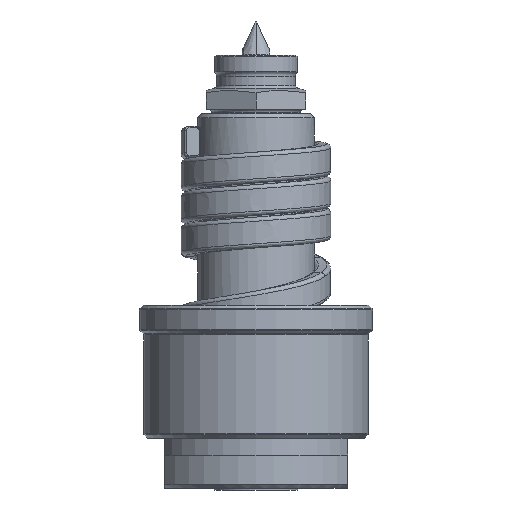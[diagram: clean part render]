
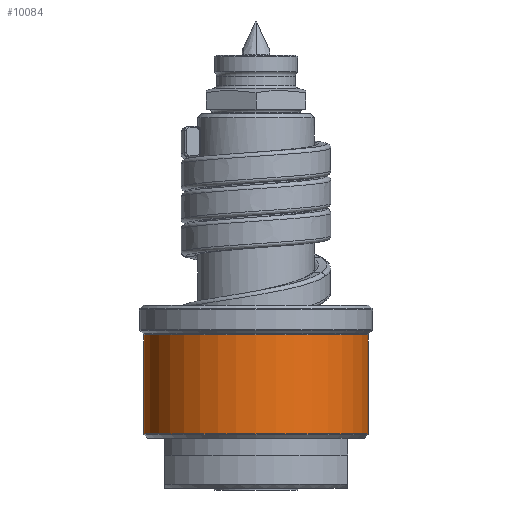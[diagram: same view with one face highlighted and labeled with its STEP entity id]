
A CAD part, front view. The second image highlights one B-rep face of the part: STEP entity #10084.
In plain terms, the highlighted cylindrical face has radius 13.5 mm (diameter 27 mm), a partial arc.
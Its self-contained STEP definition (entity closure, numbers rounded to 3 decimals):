
#2862=CARTESIAN_POINT('',(0.,0.,6.582));
#2863=DIRECTION('',(0.,0.,1.));
#2864=DIRECTION('',(-1.,0.,0.));
#2865=AXIS2_PLACEMENT_3D('',#2862,#2863,#2864);
#2867=DIRECTION('',(0.,0.,-1.));
#2868=VECTOR('',#2867,11.835);
#2869=CARTESIAN_POINT('',(-13.5,0.,18.417));
#2870=LINE('',#2869,#2868);
#2871=CARTESIAN_POINT('',(0.,0.,18.417));
#2872=DIRECTION('',(0.,0.,1.));
#2873=DIRECTION('',(-1.,0.,0.));
#2874=AXIS2_PLACEMENT_3D('',#2871,#2872,#2873);
#2876=DIRECTION('',(0.,0.,-1.));
#2877=VECTOR('',#2876,11.835);
#2878=CARTESIAN_POINT('',(13.5,0.,18.417));
#2879=LINE('',#2878,#2877);
#5785=CARTESIAN_POINT('',(13.5,0.,18.417));
#5786=CARTESIAN_POINT('',(-13.5,0.,18.417));
#5787=VERTEX_POINT('',#5785);
#5788=VERTEX_POINT('',#5786);
#5811=CARTESIAN_POINT('',(13.5,0.,6.582));
#5812=VERTEX_POINT('',#5811);
#5813=CARTESIAN_POINT('',(-13.5,0.,6.582));
#5814=VERTEX_POINT('',#5813);
#10072=CARTESIAN_POINT('',(0.,0.,5.2));
#10073=DIRECTION('',(0.,0.,1.));
#10074=DIRECTION('',(-1.,0.,0.));
#10075=AXIS2_PLACEMENT_3D('',#10072,#10073,#10074);
#10076=CYLINDRICAL_SURFACE('',#10075,13.5);
#10077=ORIENTED_EDGE('',*,*,#10029,.F.);
#10078=ORIENTED_EDGE('',*,*,#10063,.F.);
#10080=ORIENTED_EDGE('',*,*,#10079,.T.);
#10081=ORIENTED_EDGE('',*,*,#10059,.T.);
#10082=EDGE_LOOP('',(#10077,#10078,#10080,#10081));
#10083=FACE_OUTER_BOUND('',#10082,.F.);
#2866=CIRCLE('',#2865,13.5);
#2875=CIRCLE('',#2874,13.5);
#10029=EDGE_CURVE('',#5814,#5812,#2866,.T.);
#10059=EDGE_CURVE('',#5787,#5812,#2879,.T.);
#10063=EDGE_CURVE('',#5788,#5814,#2870,.T.);
#10079=EDGE_CURVE('',#5788,#5787,#2875,.T.);
#10084=ADVANCED_FACE('',(#10083),#10076,.T.);
